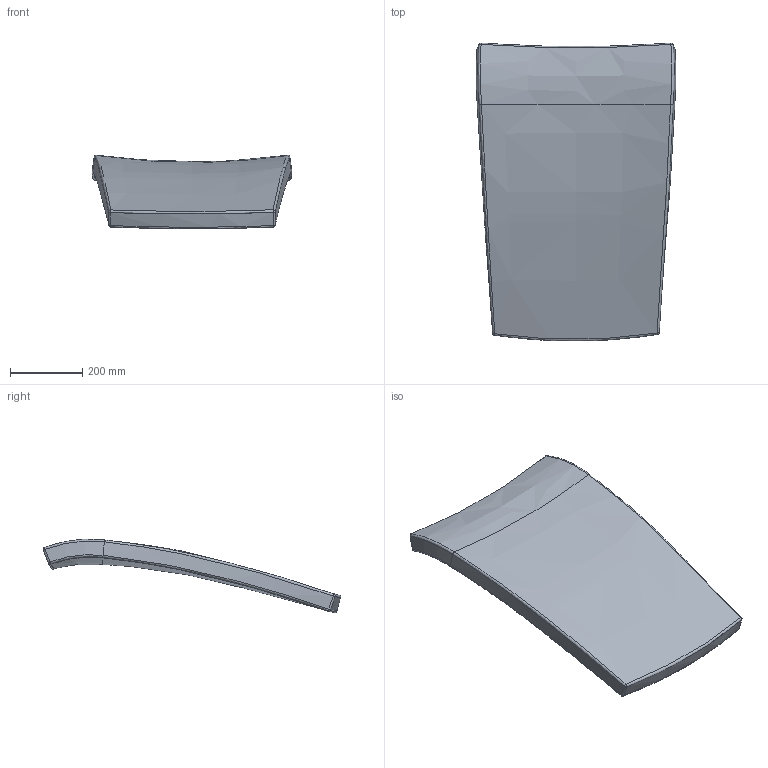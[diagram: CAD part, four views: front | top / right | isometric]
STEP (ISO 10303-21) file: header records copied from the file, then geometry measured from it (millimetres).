
FILE_DESCRIPTION (( 'STEP AP214' ), '1' );
FILE_NAME ('KH011.STEP', '2021-09-20T12:17:25', ( '' ), ( '' ), 'SwSTEP 2.0', 'SolidWorks 2021', '' );
FILE_SCHEMA (( 'AUTOMOTIVE_DESIGN' ));
Length unit declared in the file: millimetre
Products named in the file (1): KH011
Bounding box: 553.15 x 825.35 x 203.69 mm (x, y, z)
Volume: 20945213 mm3; surface area: 957537.5 mm2
Topology: 1 solids, 1 shells, 38 faces, 84 edges, 46 vertices
Faces by surface type: bspline 26, sphere 12
Entity records: 4747 total; most frequent: CARTESIAN_POINT 4070, ORIENTED_EDGE 156, DIRECTION 98, EDGE_CURVE 78, AXIS2_PLACEMENT_3D 49, VERTEX_POINT 42, B_SPLINE_CURVE_WITH_KNOTS 42, EDGE_LOOP 38
